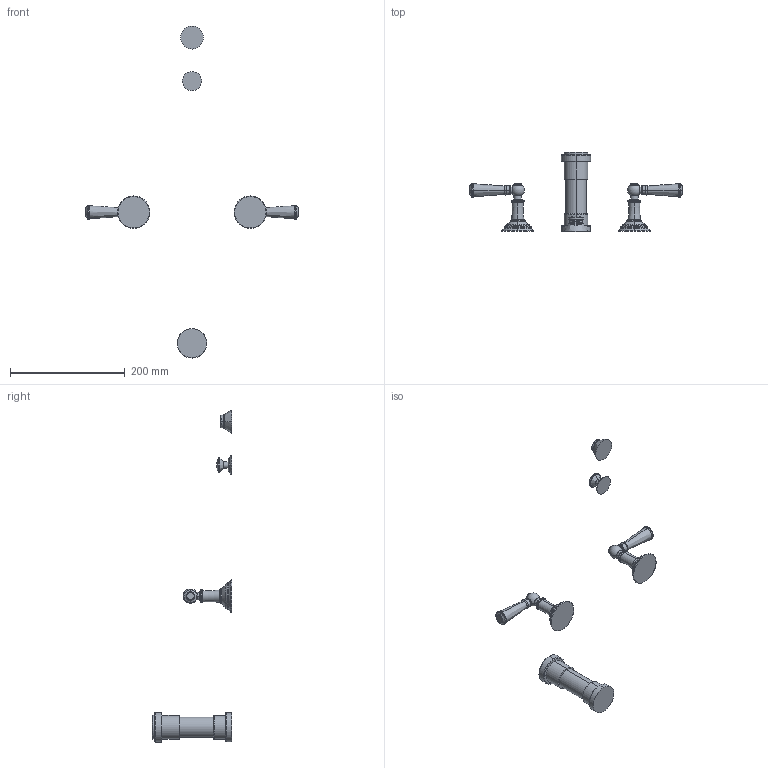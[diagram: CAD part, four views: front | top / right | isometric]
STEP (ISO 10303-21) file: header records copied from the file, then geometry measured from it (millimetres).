
FILE_DESCRIPTION((''),'2;1');
FILE_NAME('2419','2021-01-29T10:51:40',('jinson.thomas'),(''),'CREO PARAMETRIC BY PTC INC, 2018400','CREO PARAMETRIC BY PTC INC, 2018400','');
FILE_SCHEMA(('CONFIG_CONTROL_DESIGN'));
Length unit declared in the file: inch
Products named in the file (1): 2419
Bounding box: 370.84 x 138.3 x 578.92 mm (x, y, z)
Volume: 334147.8 mm3; surface area: 62357.2 mm2
Topology: 5 solids, 5 shells, 263 faces, 564 edges, 333 vertices
Faces by surface type: torus 106, plane 61, cylinder 58, bspline 14, cone 14, sphere 10
Entity records: 7364 total; most frequent: DIRECTION 1478, CARTESIAN_POINT 1364, ORIENTED_EDGE 1116, AXIS2_PLACEMENT_3D 671, EDGE_CURVE 558, CIRCLE 422, VERTEX_POINT 333, EDGE_LOOP 291
